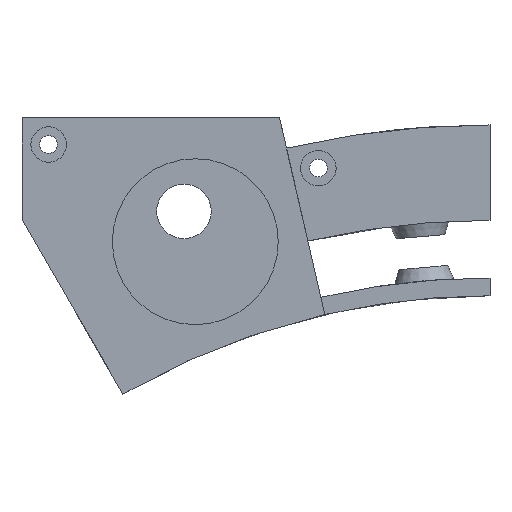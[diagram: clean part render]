
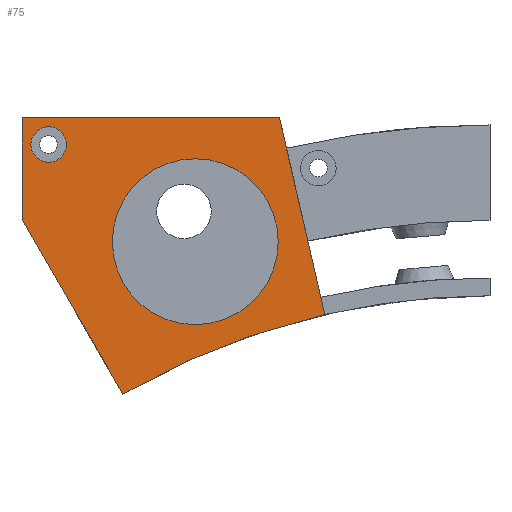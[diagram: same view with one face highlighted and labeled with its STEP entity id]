
A CAD part, left-side view. The second image highlights one B-rep face of the part: STEP entity #75.
In plain terms, the highlighted planar face has unit normal (-1, 0, 0).
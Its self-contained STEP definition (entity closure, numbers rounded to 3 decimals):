
#75=ADVANCED_FACE('',(#272,#274,#276),#278,.F.);
#272=FACE_BOUND('',#273,.T.);
#273=EDGE_LOOP('',(#567,#568,#569,#570,#571));
#274=FACE_BOUND('',#275,.T.);
#275=EDGE_LOOP('',(#572));
#276=FACE_BOUND('',#277,.T.);
#277=EDGE_LOOP('',(#573));
#278=PLANE('',#279);
#279=AXIS2_PLACEMENT_3D('',#280,#281,#282);
#280=CARTESIAN_POINT('',(-38.3,0.,0.));
#281=DIRECTION('',(1.,0.,0.));
#282=DIRECTION('',(0.,1.,0.));
#567=ORIENTED_EDGE('',*,*,#690,.F.);
#568=ORIENTED_EDGE('',*,*,#658,.F.);
#569=ORIENTED_EDGE('',*,*,#667,.T.);
#570=ORIENTED_EDGE('',*,*,#673,.T.);
#571=ORIENTED_EDGE('',*,*,#677,.F.);
#572=ORIENTED_EDGE('',*,*,#691,.T.);
#573=ORIENTED_EDGE('',*,*,#692,.F.);
#658=EDGE_CURVE('',#770,#772,#773,.T.);
#667=EDGE_CURVE('',#770,#787,#789,.F.);
#673=EDGE_CURVE('',#787,#797,#799,.F.);
#677=EDGE_CURVE('',#803,#797,#805,.T.);
#690=EDGE_CURVE('',#772,#803,#827,.T.);
#691=EDGE_CURVE('',#828,#828,#829,.F.);
#692=EDGE_CURVE('',#830,#830,#831,.F.);
#770=VERTEX_POINT('',#1073);
#772=VERTEX_POINT('',#1077);
#773=LINE('',#1078,#1079);
#787=VERTEX_POINT('',#1108);
#789=LINE('',#1112,#1113);
#797=VERTEX_POINT('',#1132);
#799=LINE('',#1136,#1137);
#803=VERTEX_POINT('',#1146);
#805=LINE('',#1150,#1151);
#827=CIRCLE('',#1269,165.5);
#828=VERTEX_POINT('',#1273);
#829=CIRCLE('',#1274,4.);
#830=VERTEX_POINT('',#1278);
#831=CIRCLE('',#1279,18.7);
#1073=CARTESIAN_POINT('',(-38.3,47.465,205.592));
#1077=CARTESIAN_POINT('',(-38.3,37.229,161.258));
#1078=CARTESIAN_POINT('',(-38.3,47.465,205.592));
#1079=VECTOR('',#1080,1.);
#1080=DIRECTION('',(0.,-0.225,-0.974));
#1108=CARTESIAN_POINT('',(-38.3,105.5,205.592));
#1112=CARTESIAN_POINT('',(-38.3,105.5,205.592));
#1113=VECTOR('',#1114,1.);
#1114=DIRECTION('',(0.,-1.,0.));
#1132=CARTESIAN_POINT('',(-38.3,105.5,182.731));
#1136=CARTESIAN_POINT('',(-38.3,105.5,182.731));
#1137=VECTOR('',#1138,1.);
#1138=DIRECTION('',(0.,0.,1.));
#1146=CARTESIAN_POINT('',(-38.3,82.75,143.327));
#1150=CARTESIAN_POINT('',(-38.3,82.75,143.327));
#1151=VECTOR('',#1152,1.);
#1152=DIRECTION('',(0.,0.5,0.866));
#1269=AXIS2_PLACEMENT_3D('',#1270,#1271,#1272);
#1270=CARTESIAN_POINT('',(-38.3,0.,0.));
#1271=DIRECTION('',(-1.,0.,0.));
#1272=DIRECTION('',(0.,0.225,0.974));
#1273=CARTESIAN_POINT('',(-38.3,95.5,199.592));
#1274=AXIS2_PLACEMENT_3D('',#1275,#1276,#1277);
#1275=CARTESIAN_POINT('',(-38.3,99.5,199.592));
#1276=DIRECTION('',(-1.,0.,0.));
#1277=DIRECTION('',(0.,-1.,0.));
#1278=CARTESIAN_POINT('',(-38.3,85.134,177.687));
#1279=AXIS2_PLACEMENT_3D('',#1280,#1281,#1282);
#1280=CARTESIAN_POINT('',(-38.3,66.434,177.687));
#1281=DIRECTION('',(1.,0.,0.));
#1282=DIRECTION('',(0.,1.,0.));
